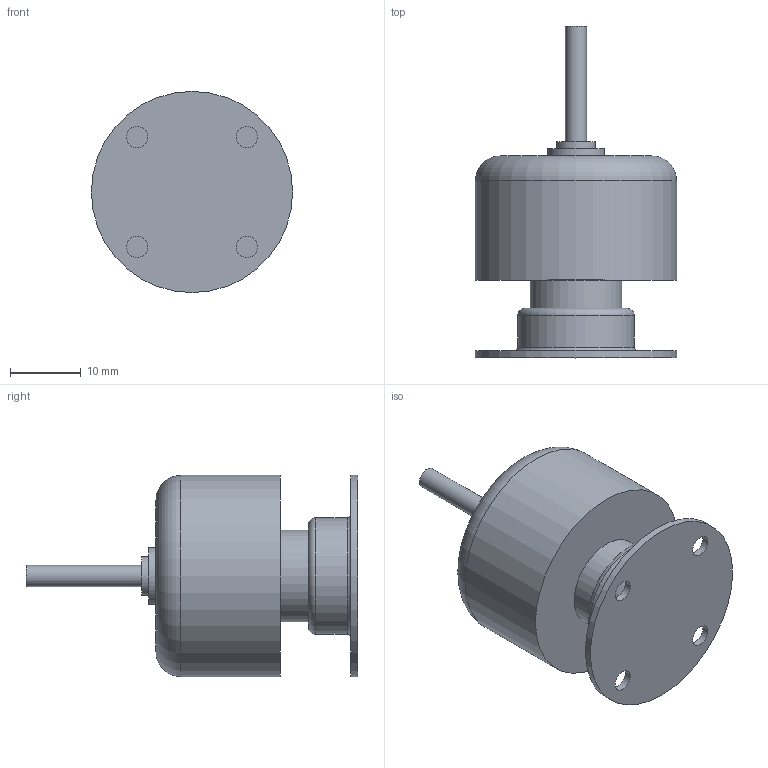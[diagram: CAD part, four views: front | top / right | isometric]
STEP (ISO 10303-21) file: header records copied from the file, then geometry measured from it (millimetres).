
FILE_DESCRIPTION(/* description */ (''),/* implementation_level */ '2;1');
FILE_NAME(/* name */ 'CF2822 .step',/* time_stamp */ '2023-05-17T14:43:04-04:00',/* author */ (''),/* organization */ (''),/* preprocessor_version */ 'ST-DEVELOPER v19.2',/* originating_system */ 'Autodesk Translation Framework v12.4.0.73',/* authorisation */ '');
FILE_SCHEMA (('AUTOMOTIVE_DESIGN { 1 0 10303 214 3 1 1 }','PROCESS_PLANNING_SCHEMA'));
Length unit declared in the file: millimetre
Products named in the file (1): CF2822 v1.2
Bounding box: 28.5 x 47 x 28.5 mm (x, y, z)
Volume: 13610.8 mm3; surface area: 4430.5 mm2
Topology: 1 solids, 1 shells, 22 faces, 41 edges, 27 vertices
Faces by surface type: cylinder 11, plane 8, torus 3
Full cylindrical faces by diameter (mm): 3 x5, 5.5 x1, 8 x1, 13 x1, 16.5 x1, 28.5 x2
Entity records: 616 total; most frequent: DIRECTION 117, CARTESIAN_POINT 91, ORIENTED_EDGE 82, AXIS2_PLACEMENT_3D 53, EDGE_CURVE 41, EDGE_LOOP 36, CIRCLE 30, VERTEX_POINT 27
